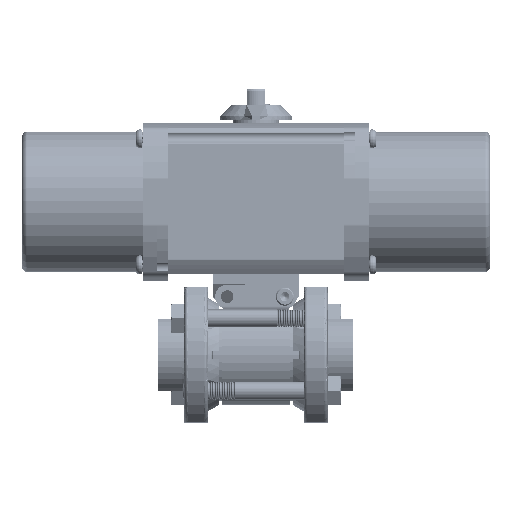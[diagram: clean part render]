
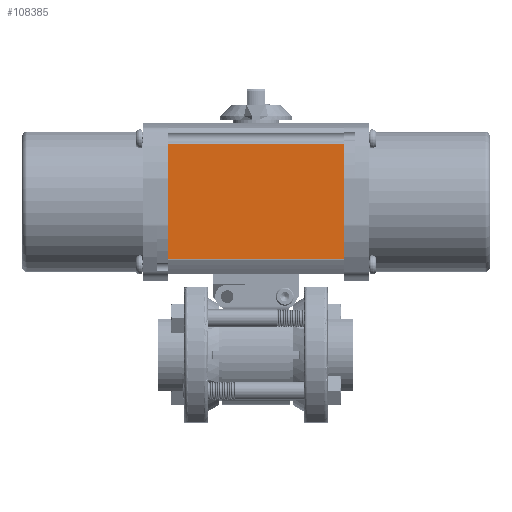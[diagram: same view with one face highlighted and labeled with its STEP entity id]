
A CAD part, top view. The second image highlights one B-rep face of the part: STEP entity #108385.
In plain terms, the highlighted planar face has unit normal (0, 0, 1).
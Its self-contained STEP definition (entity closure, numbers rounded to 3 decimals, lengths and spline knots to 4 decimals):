
#10018 = VERTEX_POINT ( 'NONE', #162944 ) ;
#12635 = CARTESIAN_POINT ( 'NONE',  ( -1.5275, 3.6544, 1.17 ) ) ;
#17479 = VERTEX_POINT ( 'NONE', #34441 ) ;
#18431 = VERTEX_POINT ( 'NONE', #180988 ) ;
#21192 = CARTESIAN_POINT ( 'NONE',  ( -5.0403, 1.6529, 1.17 ) ) ;
#26635 = VECTOR ( 'NONE', #167973, 39.3701 ) ;
#28611 = ORIENTED_EDGE ( 'NONE', *, *, #88651, .T. ) ;
#28904 = DIRECTION ( 'NONE',  ( 0., 1., 0. ) ) ;
#34441 = CARTESIAN_POINT ( 'NONE',  ( 1.5275, 1.6529, 1.17 ) ) ;
#36280 = FACE_OUTER_BOUND ( 'NONE', #186926, .T. ) ;
#42600 = ORIENTED_EDGE ( 'NONE', *, *, #207962, .T. ) ;
#63668 = DIRECTION ( 'NONE',  ( 0., -1., 0. ) ) ;
#70896 = DIRECTION ( 'NONE',  ( 0., 0., -1. ) ) ;
#77169 = DIRECTION ( 'NONE',  ( -1., 0., 0. ) ) ;
#78535 = VECTOR ( 'NONE', #63668, 39.3701 ) ;
#80792 = LINE ( 'NONE', #21192, #26635 ) ;
#83094 = LINE ( 'NONE', #174779, #116246 ) ;
#88651 = EDGE_CURVE ( 'NONE', #100373, #10018, #83094, .T. ) ;
#99670 = VECTOR ( 'NONE', #28904, 39.3701 ) ;
#100373 = VERTEX_POINT ( 'NONE', #162581 ) ;
#103187 = ORIENTED_EDGE ( 'NONE', *, *, #180032, .F. ) ;
#108385 = ADVANCED_FACE ( 'NONE', ( #36280 ), #135836, .F. ) ;
#112139 = CARTESIAN_POINT ( 'NONE',  ( 1.5275, 3.6544, 1.17 ) ) ;
#116246 = VECTOR ( 'NONE', #77169, 39.3701 ) ;
#123346 = EDGE_CURVE ( 'NONE', #18431, #10018, #186339, .T. ) ;
#135836 = PLANE ( 'NONE',  #197376 ) ;
#162581 = CARTESIAN_POINT ( 'NONE',  ( 1.5275, 3.6471, 1.17 ) ) ;
#162944 = CARTESIAN_POINT ( 'NONE',  ( -1.5275, 3.6471, 1.17 ) ) ;
#165267 = LINE ( 'NONE', #112139, #78535 ) ;
#167973 = DIRECTION ( 'NONE',  ( 1., 0., 0. ) ) ;
#168569 = CARTESIAN_POINT ( 'NONE',  ( -5.0403, 3.6544, 1.17 ) ) ;
#174779 = CARTESIAN_POINT ( 'NONE',  ( -5.0403, 3.6471, 1.17 ) ) ;
#180032 = EDGE_CURVE ( 'NONE', #100373, #17479, #165267, .T. ) ;
#180988 = CARTESIAN_POINT ( 'NONE',  ( -1.5275, 1.6529, 1.17 ) ) ;
#184907 = DIRECTION ( 'NONE',  ( 0., -1., 0. ) ) ;
#186339 = LINE ( 'NONE', #12635, #99670 ) ;
#186926 = EDGE_LOOP ( 'NONE', ( #103187, #28611, #191487, #42600 ) ) ;
#191487 = ORIENTED_EDGE ( 'NONE', *, *, #123346, .F. ) ;
#197376 = AXIS2_PLACEMENT_3D ( 'NONE', #168569, #70896, #184907 ) ;
#207962 = EDGE_CURVE ( 'NONE', #18431, #17479, #80792, .T. ) ;
